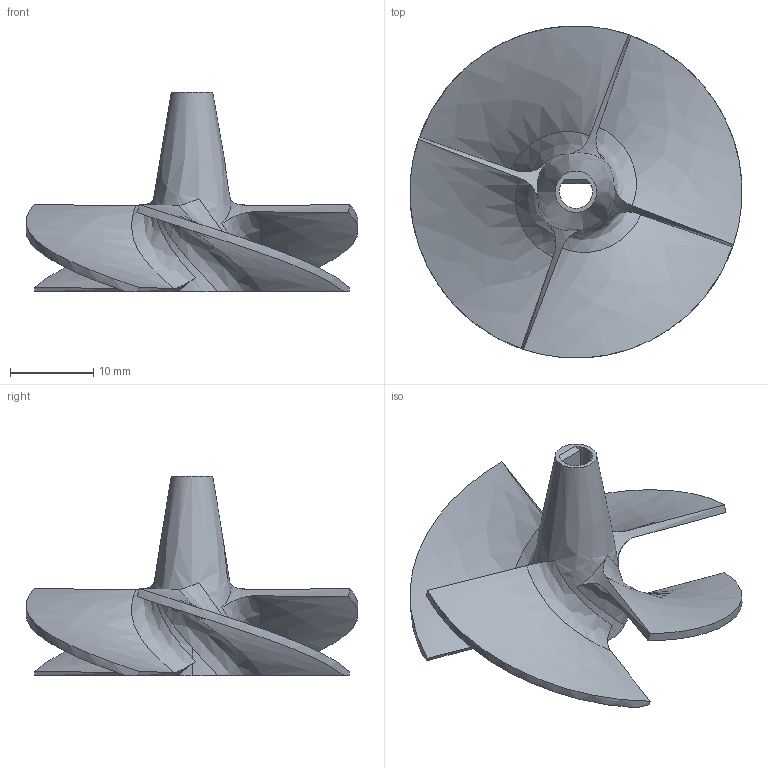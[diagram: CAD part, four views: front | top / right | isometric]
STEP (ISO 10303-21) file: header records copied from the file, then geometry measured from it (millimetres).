
FILE_DESCRIPTION(/* description */ (''),/* implementation_level */ '2;1');
FILE_NAME(/* name */ 'Impeller_4-40-12.stp',/* time_stamp */ '2021-09-18T17:29:40+12:00',/* author */ ('PC'),/* organization */ (''),/* preprocessor_version */ 'ST-DEVELOPER v18.1',/* originating_system */ 'Autodesk Inventor 2021',/* authorisation */ '');
FILE_SCHEMA (('AUTOMOTIVE_DESIGN { 1 0 10303 214 3 1 1 }'));
Length unit declared in the file: millimetre
Products named in the file (1): Impeller_25.7-02
Bounding box: 39.99 x 39.99 x 24 mm (x, y, z)
Volume: 2766.9 mm3; surface area: 3799.8 mm2
Topology: 1 solids, 1 shells, 36 faces, 114 edges, 80 vertices
Faces by surface type: bspline 31, plane 4, cylinder 1
Entity records: 2618 total; most frequent: CARTESIAN_POINT 1815, ORIENTED_EDGE 228, EDGE_CURVE 114, B_SPLINE_CURVE_WITH_KNOTS 91, VERTEX_POINT 80, DIRECTION 45, EDGE_LOOP 38, FACE_OUTER_BOUND 36
